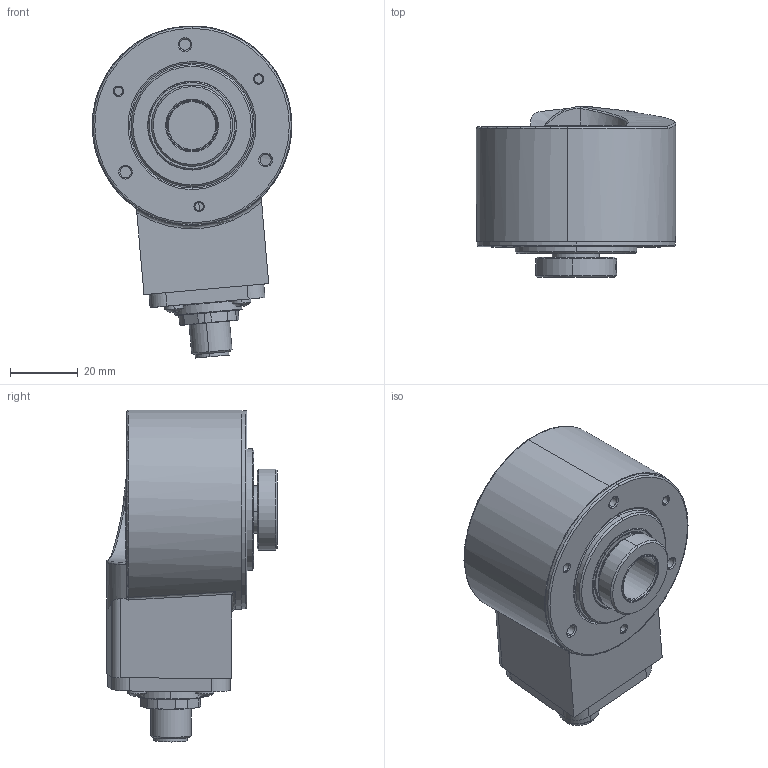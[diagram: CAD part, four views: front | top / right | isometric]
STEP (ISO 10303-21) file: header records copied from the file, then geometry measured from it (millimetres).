
FILE_DESCRIPTION (( 'STEP AP203' ), '1' );
FILE_NAME ('M164.STEP', '2021-10-22T06:22:02', ( '' ), ( '' ), 'SwSTEP 2.0', 'SolidWorks 2020', '' );
FILE_SCHEMA (( 'CONFIG_CONTROL_DESIGN' ));
Length unit declared in the file: millimetre
Products named in the file (1): M164
Bounding box: 58.93 x 50.5 x 98.1 mm (x, y, z)
Surface area: 20518.4 mm2 (no closed solid volume)
Topology: 0 solids, 24 shells, 264 faces, 736 edges, 495 vertices
Faces by surface type: plane 94, cylinder 82, cone 52, torus 23, bspline 13
Entity records: 9614 total; most frequent: CARTESIAN_POINT 2980, DIRECTION 1386, ORIENTED_EDGE 1235, EDGE_CURVE 736, AXIS2_PLACEMENT_3D 539, VERTEX_POINT 495, LINE 308, VECTOR 308
